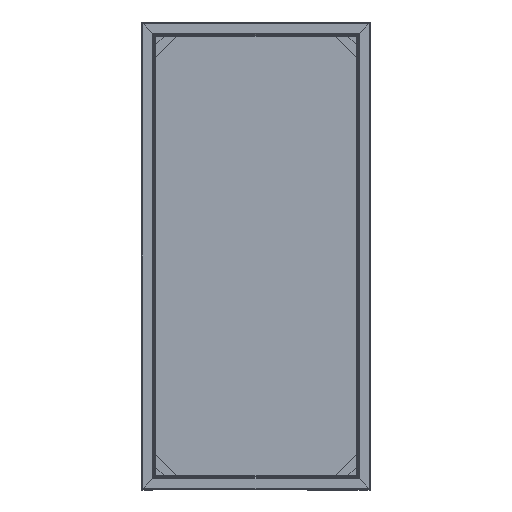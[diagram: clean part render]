
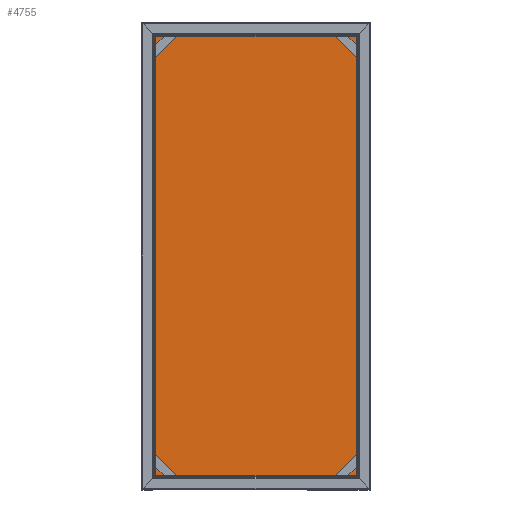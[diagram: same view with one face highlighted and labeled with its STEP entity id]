
A CAD part, front view. The second image highlights one B-rep face of the part: STEP entity #4755.
In plain terms, the highlighted planar face has unit normal (0, -1, 0).
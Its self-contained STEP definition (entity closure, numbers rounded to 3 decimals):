
#221 = ORIENTED_EDGE ( 'NONE', *, *, #6108, .T. ) ;
#437 = LINE ( 'NONE', #20364, #8723 ) ;
#505 = VERTEX_POINT ( 'NONE', #7459 ) ;
#1250 = VERTEX_POINT ( 'NONE', #13543 ) ;
#1273 = VERTEX_POINT ( 'NONE', #10214 ) ;
#1506 = DIRECTION ( 'NONE',  ( 1., 0., 0. ) ) ;
#2018 = EDGE_CURVE ( 'NONE', #9609, #1273, #5631, .T. ) ;
#2597 = DIRECTION ( 'NONE',  ( -1., 0., 0. ) ) ;
#3183 = LINE ( 'NONE', #14240, #3689 ) ;
#3208 = DIRECTION ( 'NONE',  ( 0., 0., 1. ) ) ;
#3689 = VECTOR ( 'NONE', #3208, 1000. ) ;
#4755 = ADVANCED_FACE ( 'NONE', ( #19612 ), #18529, .F. ) ;
#5234 = ORIENTED_EDGE ( 'NONE', *, *, #14811, .T. ) ;
#5481 = VECTOR ( 'NONE', #2597, 1000. ) ;
#5631 = LINE ( 'NONE', #18869, #17229 ) ;
#5956 = DIRECTION ( 'NONE',  ( 0., 0., 1. ) ) ;
#5958 = LINE ( 'NONE', #10415, #5481 ) ;
#6108 = EDGE_CURVE ( 'NONE', #1250, #9609, #5958, .T. ) ;
#7459 = CARTESIAN_POINT ( 'NONE',  ( 227.5, 15., -497.5 ) ) ;
#8723 = VECTOR ( 'NONE', #1506, 1000. ) ;
#9609 = VERTEX_POINT ( 'NONE', #18211 ) ;
#10214 = CARTESIAN_POINT ( 'NONE',  ( -227.5, 15., -497.5 ) ) ;
#10415 = CARTESIAN_POINT ( 'NONE',  ( -227.5, 15., 497.5 ) ) ;
#10625 = AXIS2_PLACEMENT_3D ( 'NONE', #15392, #15458, #5956 ) ;
#10649 = EDGE_LOOP ( 'NONE', ( #19740, #221, #14819, #5234 ) ) ;
#13543 = CARTESIAN_POINT ( 'NONE',  ( 227.5, 15., 497.5 ) ) ;
#14240 = CARTESIAN_POINT ( 'NONE',  ( 227.5, 15., 497.5 ) ) ;
#14811 = EDGE_CURVE ( 'NONE', #1273, #505, #437, .T. ) ;
#14819 = ORIENTED_EDGE ( 'NONE', *, *, #2018, .T. ) ;
#15392 = CARTESIAN_POINT ( 'NONE',  ( 0., 15., 0. ) ) ;
#15458 = DIRECTION ( 'NONE',  ( 0., 1., 0. ) ) ;
#17229 = VECTOR ( 'NONE', #19010, 1000. ) ;
#18211 = CARTESIAN_POINT ( 'NONE',  ( -227.5, 15., 497.5 ) ) ;
#18529 = PLANE ( 'NONE',  #10625 ) ;
#18869 = CARTESIAN_POINT ( 'NONE',  ( -227.5, 15., 497.5 ) ) ;
#19010 = DIRECTION ( 'NONE',  ( 0., 0., -1. ) ) ;
#19612 = FACE_OUTER_BOUND ( 'NONE', #10649, .T. ) ;
#19740 = ORIENTED_EDGE ( 'NONE', *, *, #20391, .T. ) ;
#20364 = CARTESIAN_POINT ( 'NONE',  ( -227.5, 15., -497.5 ) ) ;
#20391 = EDGE_CURVE ( 'NONE', #505, #1250, #3183, .T. ) ;
